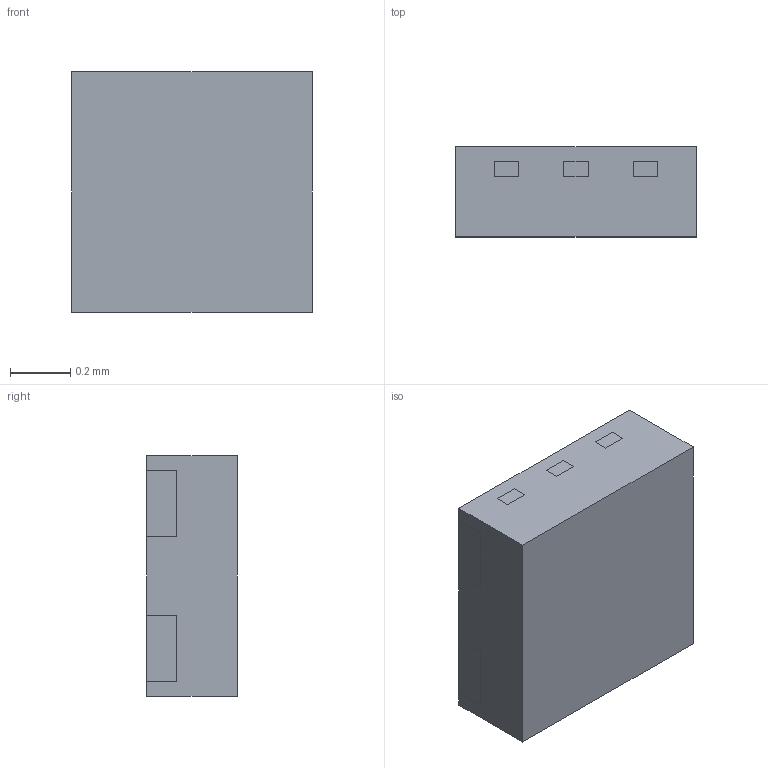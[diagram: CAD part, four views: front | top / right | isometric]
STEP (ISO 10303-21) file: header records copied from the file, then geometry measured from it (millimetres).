
FILE_DESCRIPTION(/* description */ ('Unknown'),/* implementation_level */ '2;1');
FILE_NAME(/* name */ 'DFN0808-4',/* time_stamp */ '2020-09-09T13:53:28+08:00',/* author */ ('Unknown'),/* organization */ ('Unknown'),/* preprocessor_version */ 'ST-DEVELOPER v16.7',/* originating_system */ 'DEX',/* authorisation */ $);
FILE_SCHEMA (('AUTOMOTIVE_DESIGN {1 0 10303 214 3 1 1}'));
Length unit declared in the file: millimetre
Products named in the file (3): DFN0808-4; 0808-4 CPD_0; 0808-4 LDF_0
Assembly tree (2 placements, depth 2):
  DFN0808-4
    0808-4 CPD_0
    0808-4 LDF_0
Bounding box: 0.8 x 0.3 x 0.8 mm (x, y, z)
Volume: 0.2 mm3; surface area: 4.1 mm2
Topology: 6 solids, 6 shells, 141 faces, 396 edges, 264 vertices
Faces by surface type: plane 123, cylinder 18
Entity records: 5097 total; most frequent: CARTESIAN_POINT 804, ORIENTED_EDGE 792, DIRECTION 720, EDGE_CURVE 396, LINE 360, VECTOR 360, VERTEX_POINT 264, AXIS2_PLACEMENT_3D 180
